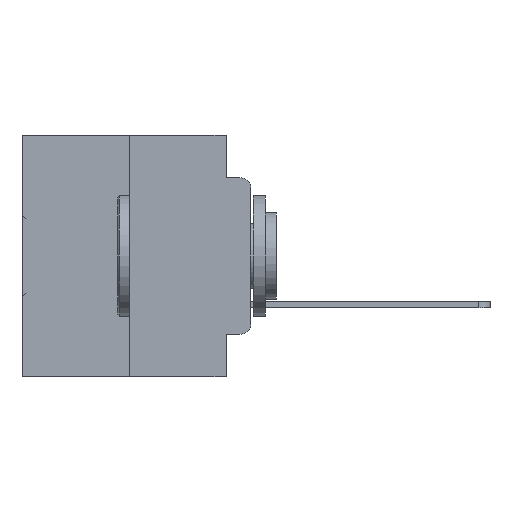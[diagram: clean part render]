
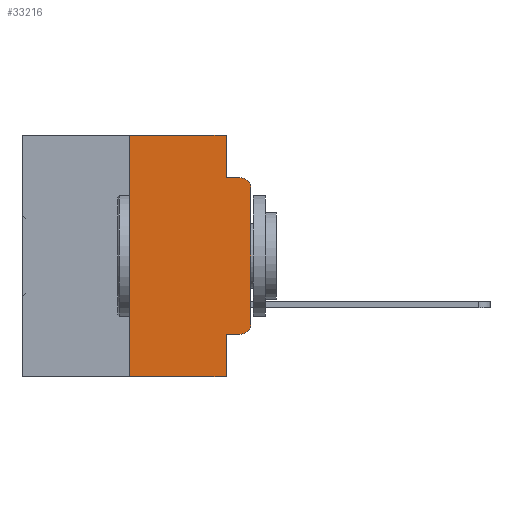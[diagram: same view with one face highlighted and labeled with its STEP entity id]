
A CAD part, left-side view. The second image highlights one B-rep face of the part: STEP entity #33216.
In plain terms, the highlighted planar face has unit normal (-1, 0, 0).
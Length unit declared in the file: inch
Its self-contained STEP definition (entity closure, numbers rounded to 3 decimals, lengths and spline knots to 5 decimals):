
#392 = VERTEX_POINT ( 'NONE', #16925 ) ;
#697 = VECTOR ( 'NONE', #32539, 39.37008 ) ;
#827 = VERTEX_POINT ( 'NONE', #33099 ) ;
#1344 = EDGE_CURVE ( 'NONE', #15700, #16984, #31318, .T. ) ;
#1673 = VERTEX_POINT ( 'NONE', #31847 ) ;
#1773 = VECTOR ( 'NONE', #27957, 39.37008 ) ;
#3398 = EDGE_CURVE ( 'NONE', #392, #15700, #12722, .T. ) ;
#3512 = CARTESIAN_POINT ( 'NONE',  ( 0., 0.051, -0.5 ) ) ;
#4247 = VERTEX_POINT ( 'NONE', #16978 ) ;
#4277 = CARTESIAN_POINT ( 'NONE',  ( 0., 0.051, -0.4115 ) ) ;
#4369 = ORIENTED_EDGE ( 'NONE', *, *, #34883, .F. ) ;
#6103 = CARTESIAN_POINT ( 'NONE',  ( 0., 0.051, 0. ) ) ;
#7994 = LINE ( 'NONE', #13355, #21850 ) ;
#9427 = VECTOR ( 'NONE', #27014, 39.37008 ) ;
#10006 = EDGE_CURVE ( 'NONE', #4247, #10078, #34703, .T. ) ;
#10078 = VERTEX_POINT ( 'NONE', #3512 ) ;
#10239 = EDGE_CURVE ( 'NONE', #827, #392, #29997, .T. ) ;
#11564 = VERTEX_POINT ( 'NONE', #17235 ) ;
#12722 = LINE ( 'NONE', #19333, #35098 ) ;
#12814 = PLANE ( 'NONE',  #16436 ) ;
#13291 = DIRECTION ( 'NONE',  ( -1., 0., 0. ) ) ;
#13355 = CARTESIAN_POINT ( 'NONE',  ( 0., 0.051, 0. ) ) ;
#14262 = ORIENTED_EDGE ( 'NONE', *, *, #31612, .F. ) ;
#14676 = VECTOR ( 'NONE', #20278, 39.37008 ) ;
#14704 = CARTESIAN_POINT ( 'NONE',  ( 0., 0.051, -0.0885 ) ) ;
#15700 = VERTEX_POINT ( 'NONE', #22814 ) ;
#15756 = DIRECTION ( 'NONE',  ( 0., 0., -1. ) ) ;
#16436 = AXIS2_PLACEMENT_3D ( 'NONE', #23592, #31282, #15756 ) ;
#16925 = CARTESIAN_POINT ( 'NONE',  ( 0., 0., -0.3915 ) ) ;
#16978 = CARTESIAN_POINT ( 'NONE',  ( 0., 0.25, -0.5 ) ) ;
#16984 = VERTEX_POINT ( 'NONE', #30942 ) ;
#17060 = VECTOR ( 'NONE', #17438, 39.37008 ) ;
#17235 = CARTESIAN_POINT ( 'NONE',  ( 0., 0.051, -0.4115 ) ) ;
#17244 = LINE ( 'NONE', #22413, #697 ) ;
#17390 = CARTESIAN_POINT ( 'NONE',  ( 0., 0.051, -0.0885 ) ) ;
#17417 = EDGE_LOOP ( 'NONE', ( #19195, #24095, #4369, #17565, #14262, #18018, #31741, #20784, #28418, #22084 ) ) ;
#17438 = DIRECTION ( 'NONE',  ( 0., -1., 0. ) ) ;
#17565 = ORIENTED_EDGE ( 'NONE', *, *, #28180, .F. ) ;
#17758 = EDGE_CURVE ( 'NONE', #11564, #827, #26753, .T. ) ;
#17894 = LINE ( 'NONE', #14704, #17060 ) ;
#18018 = ORIENTED_EDGE ( 'NONE', *, *, #24768, .F. ) ;
#19195 = ORIENTED_EDGE ( 'NONE', *, *, #3398, .T. ) ;
#19236 = DIRECTION ( 'NONE',  ( 0., 0., 1. ) ) ;
#19333 = CARTESIAN_POINT ( 'NONE',  ( 0., 0., 0. ) ) ;
#20131 = VERTEX_POINT ( 'NONE', #34791 ) ;
#20278 = DIRECTION ( 'NONE',  ( 0., 0., -1. ) ) ;
#20784 = ORIENTED_EDGE ( 'NONE', *, *, #21256, .F. ) ;
#21256 = EDGE_CURVE ( 'NONE', #11564, #10078, #35247, .T. ) ;
#21850 = VECTOR ( 'NONE', #34129, 39.37008 ) ;
#22084 = ORIENTED_EDGE ( 'NONE', *, *, #10239, .T. ) ;
#22413 = CARTESIAN_POINT ( 'NONE',  ( 0., 0.473, 0. ) ) ;
#22492 = FACE_OUTER_BOUND ( 'NONE', #17417, .T. ) ;
#22814 = CARTESIAN_POINT ( 'NONE',  ( 0., 0., -0.1085 ) ) ;
#22823 = AXIS2_PLACEMENT_3D ( 'NONE', #29301, #29257, #29235 ) ;
#23592 = CARTESIAN_POINT ( 'NONE',  ( 0., 0.473, 0. ) ) ;
#23954 = LINE ( 'NONE', #24398, #9427 ) ;
#24095 = ORIENTED_EDGE ( 'NONE', *, *, #1344, .T. ) ;
#24398 = CARTESIAN_POINT ( 'NONE',  ( 0., 0.25, 0. ) ) ;
#24768 = EDGE_CURVE ( 'NONE', #4247, #20131, #23954, .T. ) ;
#26753 = LINE ( 'NONE', #4277, #32604 ) ;
#27014 = DIRECTION ( 'NONE',  ( 0., 0., 1. ) ) ;
#27136 = VERTEX_POINT ( 'NONE', #17390 ) ;
#27957 = DIRECTION ( 'NONE',  ( 0., -1., 0. ) ) ;
#28180 = EDGE_CURVE ( 'NONE', #1673, #27136, #7994, .T. ) ;
#28418 = ORIENTED_EDGE ( 'NONE', *, *, #17758, .T. ) ;
#29054 = CARTESIAN_POINT ( 'NONE',  ( 0., 0.02, -0.3915 ) ) ;
#29235 = DIRECTION ( 'NONE',  ( 0., 0., -1. ) ) ;
#29257 = DIRECTION ( 'NONE',  ( -1., 0., 0. ) ) ;
#29301 = CARTESIAN_POINT ( 'NONE',  ( 0., 0.02, -0.1085 ) ) ;
#29333 = AXIS2_PLACEMENT_3D ( 'NONE', #29054, #13291, #31576 ) ;
#29997 = CIRCLE ( 'NONE', #29333, 0.02 ) ;
#30942 = CARTESIAN_POINT ( 'NONE',  ( 0., 0.02, -0.0885 ) ) ;
#31282 = DIRECTION ( 'NONE',  ( 1., 0., 0. ) ) ;
#31318 = CIRCLE ( 'NONE', #22823, 0.02 ) ;
#31551 = DIRECTION ( 'NONE',  ( 0., -1., 0. ) ) ;
#31576 = DIRECTION ( 'NONE',  ( 0., 0., -1. ) ) ;
#31612 = EDGE_CURVE ( 'NONE', #20131, #1673, #17244, .T. ) ;
#31741 = ORIENTED_EDGE ( 'NONE', *, *, #10006, .T. ) ;
#31847 = CARTESIAN_POINT ( 'NONE',  ( 0., 0.051, 0. ) ) ;
#32539 = DIRECTION ( 'NONE',  ( 0., -1., 0. ) ) ;
#32604 = VECTOR ( 'NONE', #31551, 39.37008 ) ;
#33072 = CARTESIAN_POINT ( 'NONE',  ( 0., 0.473, -0.5 ) ) ;
#33099 = CARTESIAN_POINT ( 'NONE',  ( 0., 0.02, -0.4115 ) ) ;
#33216 = ADVANCED_FACE ( 'NONE', ( #22492 ), #12814, .F. ) ;
#34129 = DIRECTION ( 'NONE',  ( 0., 0., -1. ) ) ;
#34703 = LINE ( 'NONE', #33072, #1773 ) ;
#34791 = CARTESIAN_POINT ( 'NONE',  ( 0., 0.25, 0. ) ) ;
#34883 = EDGE_CURVE ( 'NONE', #27136, #16984, #17894, .T. ) ;
#35098 = VECTOR ( 'NONE', #19236, 39.37008 ) ;
#35247 = LINE ( 'NONE', #6103, #14676 ) ;
